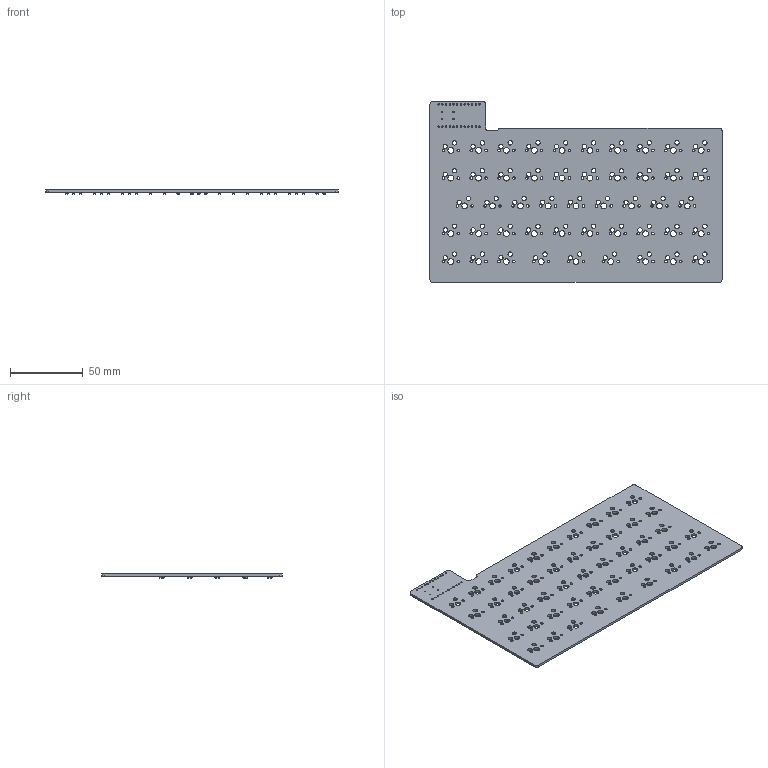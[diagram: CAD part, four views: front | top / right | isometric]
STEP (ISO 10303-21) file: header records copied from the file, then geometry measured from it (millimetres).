
FILE_DESCRIPTION(('KiCad electronic assembly'),'2;1');
FILE_NAME('tabesco-slide.step','2024-11-27T23:38:33',('Pcbnew'),('Kicad' ),'Open CASCADE STEP processor 7.8','KiCad to STEP converter', 'Unknown');
FILE_SCHEMA(('AUTOMOTIVE_DESIGN { 1 0 10303 214 1 1 1 1 }'));
Length unit declared in the file: millimetre
Products named in the file (4): tabesco-slide 1; D_SOD-123; D_SOD_123; _autosave-newk-tabesque48_PCB
Assembly tree (50 placements, depth 3):
  tabesco-slide 1
    D_SOD-123  x48
      D_SOD_123
    _autosave-newk-tabesque48_PCB
Bounding box: 200.03 x 123.83 x 2.9 mm (x, y, z)
Volume: 32696.8 mm3; surface area: 45976.9 mm2
Topology: 49 solids, 49 shells, 3501 faces, 8337 edges, 4982 vertices
Faces by surface type: plane 1593, bspline 1248, cylinder 660
Full cylindrical faces by diameter (mm): 0.813 x4, 1 x24, 1.75 x96, 3 x96, 3.988 x48
Entity records: 13709 total; most frequent: DIRECTION 2295, CARTESIAN_POINT 2176, ORIENTED_EDGE 2010, EDGE_CURVE 1005, AXIS2_PLACEMENT_3D 945, FACE_BOUND 889, EDGE_LOOP 889, VERTEX_POINT 658
